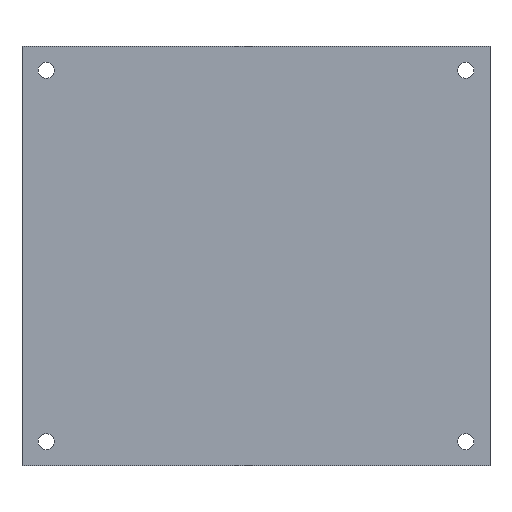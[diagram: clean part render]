
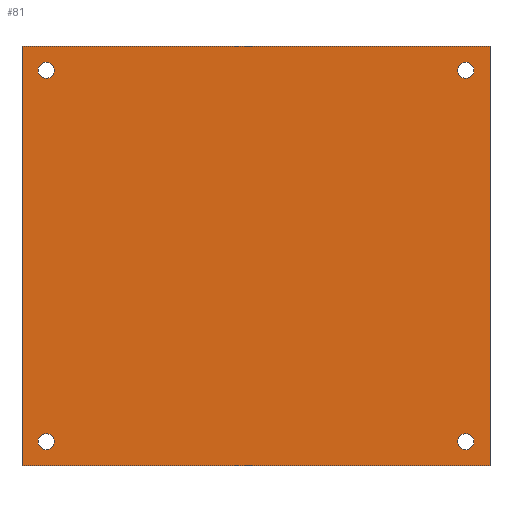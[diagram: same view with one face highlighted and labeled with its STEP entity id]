
A CAD part, front view. The second image highlights one B-rep face of the part: STEP entity #81.
In plain terms, the highlighted planar face has unit normal (0, -1, 0).
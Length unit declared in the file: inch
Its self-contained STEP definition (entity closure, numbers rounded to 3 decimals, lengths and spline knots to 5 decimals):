
#7 = DIRECTION ( 'NONE',  ( 0., -1., 0. ) ) ;
#9 = EDGE_LOOP ( 'NONE', ( #252, #183, #300, #14 ) ) ;
#10 = LINE ( 'NONE', #21, #397 ) ;
#14 = ORIENTED_EDGE ( 'NONE', *, *, #239, .F. ) ;
#15 = DIRECTION ( 'NONE',  ( 0., 0., -1. ) ) ;
#18 = ORIENTED_EDGE ( 'NONE', *, *, #152, .F. ) ;
#21 = CARTESIAN_POINT ( 'NONE',  ( 7.25, 0., 6.5 ) ) ;
#23 = LINE ( 'NONE', #351, #237 ) ;
#25 = CARTESIAN_POINT ( 'NONE',  ( -6.5, 0., -5.5 ) ) ;
#26 = VECTOR ( 'NONE', #174, 39.37008 ) ;
#30 = EDGE_CURVE ( 'NONE', #229, #260, #335, .T. ) ;
#43 = AXIS2_PLACEMENT_3D ( 'NONE', #242, #82, #329 ) ;
#55 = VERTEX_POINT ( 'NONE', #207 ) ;
#63 = DIRECTION ( 'NONE',  ( 0., 0., -1. ) ) ;
#64 = CIRCLE ( 'NONE', #524, 0.25 ) ;
#75 = DIRECTION ( 'NONE',  ( 0., 0., -1. ) ) ;
#79 = FACE_BOUND ( 'NONE', #306, .T. ) ;
#81 = ADVANCED_FACE ( 'NONE', ( #168, #164, #287, #444, #79 ), #452, .F. ) ;
#82 = DIRECTION ( 'NONE',  ( 0., 1., 0. ) ) ;
#83 = CARTESIAN_POINT ( 'NONE',  ( 6.5, 0., -5.75 ) ) ;
#86 = DIRECTION ( 'NONE',  ( 0., -1., 0. ) ) ;
#99 = DIRECTION ( 'NONE',  ( 0., -1., 0. ) ) ;
#113 = EDGE_CURVE ( 'NONE', #261, #180, #201, .T. ) ;
#114 = CIRCLE ( 'NONE', #254, 0.25 ) ;
#118 = CARTESIAN_POINT ( 'NONE',  ( 6.5, 0., 5.75 ) ) ;
#130 = AXIS2_PLACEMENT_3D ( 'NONE', #529, #332, #334 ) ;
#143 = ORIENTED_EDGE ( 'NONE', *, *, #339, .F. ) ;
#145 = CARTESIAN_POINT ( 'NONE',  ( -6.5, 0., -5.75 ) ) ;
#152 = EDGE_CURVE ( 'NONE', #417, #388, #311, .T. ) ;
#156 = EDGE_CURVE ( 'NONE', #341, #353, #459, .T. ) ;
#164 = FACE_BOUND ( 'NONE', #347, .T. ) ;
#168 = FACE_OUTER_BOUND ( 'NONE', #9, .T. ) ;
#174 = DIRECTION ( 'NONE',  ( 1., 0., 0. ) ) ;
#178 = DIRECTION ( 'NONE',  ( 0., 0., 1. ) ) ;
#180 = VERTEX_POINT ( 'NONE', #356 ) ;
#183 = ORIENTED_EDGE ( 'NONE', *, *, #231, .F. ) ;
#195 = EDGE_CURVE ( 'NONE', #388, #417, #443, .T. ) ;
#199 = CIRCLE ( 'NONE', #130, 0.25 ) ;
#201 = LINE ( 'NONE', #247, #418 ) ;
#202 = EDGE_CURVE ( 'NONE', #256, #55, #114, .T. ) ;
#204 = DIRECTION ( 'NONE',  ( 0., 0., -1. ) ) ;
#206 = AXIS2_PLACEMENT_3D ( 'NONE', #145, #423, #63 ) ;
#207 = CARTESIAN_POINT ( 'NONE',  ( -6.5, 0., 5.5 ) ) ;
#219 = CARTESIAN_POINT ( 'NONE',  ( -6.5, 0., 5.75 ) ) ;
#222 = ORIENTED_EDGE ( 'NONE', *, *, #202, .F. ) ;
#224 = CARTESIAN_POINT ( 'NONE',  ( -7.25, 0., 6.5 ) ) ;
#229 = VERTEX_POINT ( 'NONE', #224 ) ;
#231 = EDGE_CURVE ( 'NONE', #260, #261, #10, .T. ) ;
#233 = CARTESIAN_POINT ( 'NONE',  ( 6.5, 0., 5.75 ) ) ;
#237 = VECTOR ( 'NONE', #178, 39.37008 ) ;
#239 = EDGE_CURVE ( 'NONE', #180, #229, #23, .T. ) ;
#242 = CARTESIAN_POINT ( 'NONE',  ( -7.25, 0., 6.5 ) ) ;
#244 = CARTESIAN_POINT ( 'NONE',  ( 6.5, 0., 5.5 ) ) ;
#247 = CARTESIAN_POINT ( 'NONE',  ( -7.25, 0., -6.5 ) ) ;
#252 = ORIENTED_EDGE ( 'NONE', *, *, #113, .F. ) ;
#254 = AXIS2_PLACEMENT_3D ( 'NONE', #219, #99, #15 ) ;
#256 = VERTEX_POINT ( 'NONE', #506 ) ;
#257 = AXIS2_PLACEMENT_3D ( 'NONE', #274, #317, #283 ) ;
#260 = VERTEX_POINT ( 'NONE', #344 ) ;
#261 = VERTEX_POINT ( 'NONE', #307 ) ;
#274 = CARTESIAN_POINT ( 'NONE',  ( 6.5, 0., -5.75 ) ) ;
#277 = AXIS2_PLACEMENT_3D ( 'NONE', #233, #7, #304 ) ;
#278 = EDGE_CURVE ( 'NONE', #353, #341, #531, .T. ) ;
#283 = DIRECTION ( 'NONE',  ( 0., 0., -1. ) ) ;
#287 = FACE_BOUND ( 'NONE', #376, .T. ) ;
#290 = DIRECTION ( 'NONE',  ( 0., -1., 0. ) ) ;
#295 = ORIENTED_EDGE ( 'NONE', *, *, #156, .F. ) ;
#296 = AXIS2_PLACEMENT_3D ( 'NONE', #455, #86, #204 ) ;
#298 = CARTESIAN_POINT ( 'NONE',  ( 6.5, 0., -6. ) ) ;
#300 = ORIENTED_EDGE ( 'NONE', *, *, #30, .F. ) ;
#303 = VERTEX_POINT ( 'NONE', #392 ) ;
#304 = DIRECTION ( 'NONE',  ( 0., 0., -1. ) ) ;
#306 = EDGE_LOOP ( 'NONE', ( #309, #18 ) ) ;
#307 = CARTESIAN_POINT ( 'NONE',  ( 7.25, 0., -6.5 ) ) ;
#309 = ORIENTED_EDGE ( 'NONE', *, *, #195, .F. ) ;
#311 = CIRCLE ( 'NONE', #359, 0.25 ) ;
#313 = VERTEX_POINT ( 'NONE', #298 ) ;
#317 = DIRECTION ( 'NONE',  ( 0., -1., 0. ) ) ;
#329 = DIRECTION ( 'NONE',  ( 0., 0., 1. ) ) ;
#332 = DIRECTION ( 'NONE',  ( 0., -1., 0. ) ) ;
#334 = DIRECTION ( 'NONE',  ( 0., 0., -1. ) ) ;
#335 = LINE ( 'NONE', #497, #26 ) ;
#339 = EDGE_CURVE ( 'NONE', #303, #313, #463, .T. ) ;
#341 = VERTEX_POINT ( 'NONE', #25 ) ;
#344 = CARTESIAN_POINT ( 'NONE',  ( 7.25, 0., 6.5 ) ) ;
#347 = EDGE_LOOP ( 'NONE', ( #378, #295 ) ) ;
#351 = CARTESIAN_POINT ( 'NONE',  ( -7.25, 0., 6.5 ) ) ;
#353 = VERTEX_POINT ( 'NONE', #521 ) ;
#356 = CARTESIAN_POINT ( 'NONE',  ( -7.25, 0., -6.5 ) ) ;
#359 = AXIS2_PLACEMENT_3D ( 'NONE', #118, #290, #408 ) ;
#368 = CARTESIAN_POINT ( 'NONE',  ( 6.5, 0., 6. ) ) ;
#376 = EDGE_LOOP ( 'NONE', ( #466, #222 ) ) ;
#378 = ORIENTED_EDGE ( 'NONE', *, *, #278, .F. ) ;
#385 = EDGE_LOOP ( 'NONE', ( #473, #143 ) ) ;
#388 = VERTEX_POINT ( 'NONE', #244 ) ;
#392 = CARTESIAN_POINT ( 'NONE',  ( 6.5, 0., -5.5 ) ) ;
#397 = VECTOR ( 'NONE', #502, 39.37008 ) ;
#408 = DIRECTION ( 'NONE',  ( 0., 0., -1. ) ) ;
#413 = DIRECTION ( 'NONE',  ( 0., -1., 0. ) ) ;
#417 = VERTEX_POINT ( 'NONE', #368 ) ;
#418 = VECTOR ( 'NONE', #490, 39.37008 ) ;
#423 = DIRECTION ( 'NONE',  ( 0., -1., 0. ) ) ;
#443 = CIRCLE ( 'NONE', #277, 0.25 ) ;
#444 = FACE_BOUND ( 'NONE', #385, .T. ) ;
#452 = PLANE ( 'NONE',  #43 ) ;
#455 = CARTESIAN_POINT ( 'NONE',  ( -6.5, 0., -5.75 ) ) ;
#459 = CIRCLE ( 'NONE', #296, 0.25 ) ;
#463 = CIRCLE ( 'NONE', #257, 0.25 ) ;
#466 = ORIENTED_EDGE ( 'NONE', *, *, #520, .F. ) ;
#473 = ORIENTED_EDGE ( 'NONE', *, *, #486, .F. ) ;
#486 = EDGE_CURVE ( 'NONE', #313, #303, #64, .T. ) ;
#490 = DIRECTION ( 'NONE',  ( -1., 0., 0. ) ) ;
#497 = CARTESIAN_POINT ( 'NONE',  ( -7.25, 0., 6.5 ) ) ;
#502 = DIRECTION ( 'NONE',  ( 0., 0., -1. ) ) ;
#506 = CARTESIAN_POINT ( 'NONE',  ( -6.5, 0., 6. ) ) ;
#520 = EDGE_CURVE ( 'NONE', #55, #256, #199, .T. ) ;
#521 = CARTESIAN_POINT ( 'NONE',  ( -6.5, 0., -6. ) ) ;
#524 = AXIS2_PLACEMENT_3D ( 'NONE', #83, #413, #75 ) ;
#529 = CARTESIAN_POINT ( 'NONE',  ( -6.5, 0., 5.75 ) ) ;
#531 = CIRCLE ( 'NONE', #206, 0.25 ) ;
